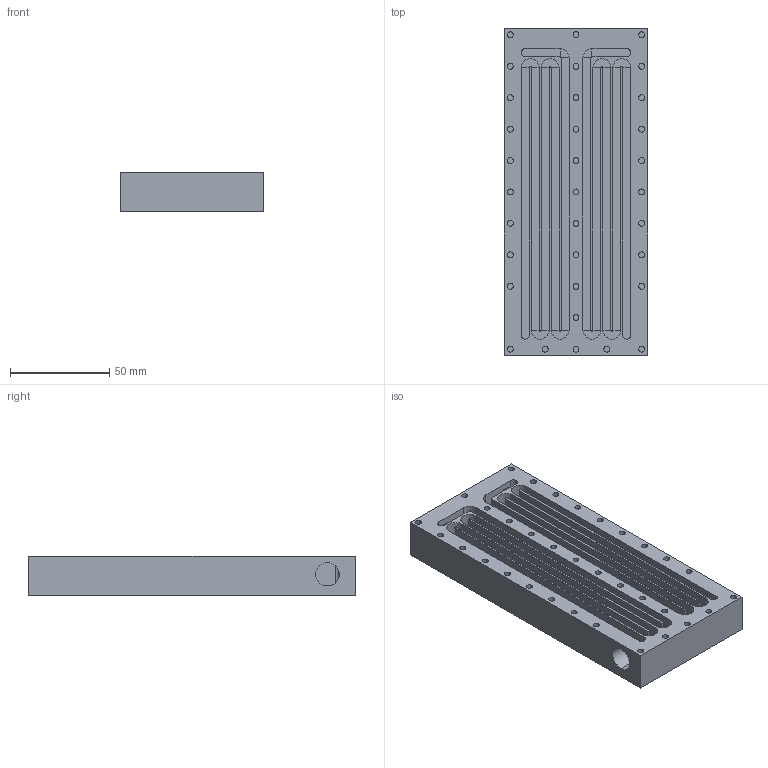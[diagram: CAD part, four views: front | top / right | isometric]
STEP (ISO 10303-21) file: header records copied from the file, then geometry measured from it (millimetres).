
FILE_DESCRIPTION (( 'STEP AP203' ), '1' );
FILE_NAME ('Pièce1.STEP', '2024-08-04T19:53:18', ( '' ), ( '' ), 'SwSTEP 2.0', 'SolidWorks 2021', '' );
FILE_SCHEMA (( 'CONFIG_CONTROL_DESIGN' ));
Length unit declared in the file: millimetre
Products named in the file (1): Pièce1
Bounding box: 72 x 164 x 20 mm (x, y, z)
Volume: 141782.8 mm3; surface area: 81833.9 mm2
Topology: 1 solids, 1 shells, 189 faces, 422 edges, 266 vertices
Faces by surface type: cylinder 100, plane 89
Entity records: 5443 total; most frequent: DIRECTION 996, CARTESIAN_POINT 974, ORIENTED_EDGE 844, EDGE_CURVE 422, AXIS2_PLACEMENT_3D 392, VERTEX_POINT 266, EDGE_LOOP 228, VECTOR 212
